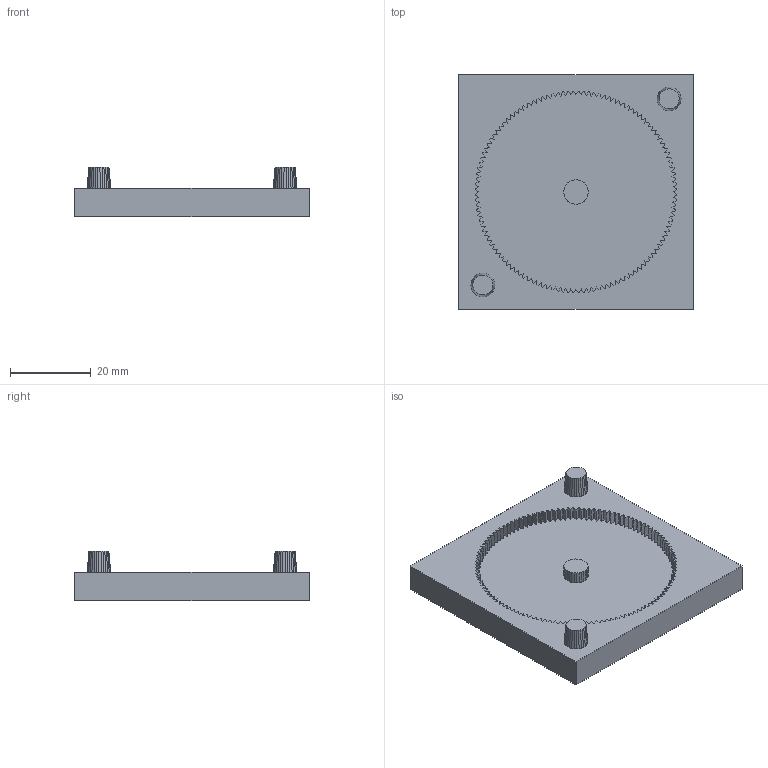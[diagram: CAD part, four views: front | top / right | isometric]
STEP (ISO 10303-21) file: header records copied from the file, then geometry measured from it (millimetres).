
FILE_DESCRIPTION(('FreeCAD Model'),'2;1');
FILE_NAME('dial-mold-bottom.step','2018-05-19T11:04:28',('Author'),(''), 'Open CASCADE STEP processor 7.2','FreeCAD','Unknown');
FILE_SCHEMA(('AUTOMOTIVE_DESIGN { 1 0 10303 214 1 1 1 1 }'));
Length unit declared in the file: millimetre
Products named in the file (1): union003
Bounding box: 58 x 58 x 12.2 mm (x, y, z)
Volume: 18195.4 mm3; surface area: 10162.9 mm2
Topology: 5 solids, 5 shells, 588 faces, 1722 edges, 1148 vertices
Faces by surface type: plane 408, bspline 180
Entity records: 42681 total; most frequent: CARTESIAN_POINT 10031, ORIENTED_EDGE 3444, PCURVE 3444, DEFINITIONAL_REPRESENTATION 3444, DIRECTION 3396, B_SPLINE_CURVE_WITH_KNOTS 2588, LINE 2578, VECTOR 2578
